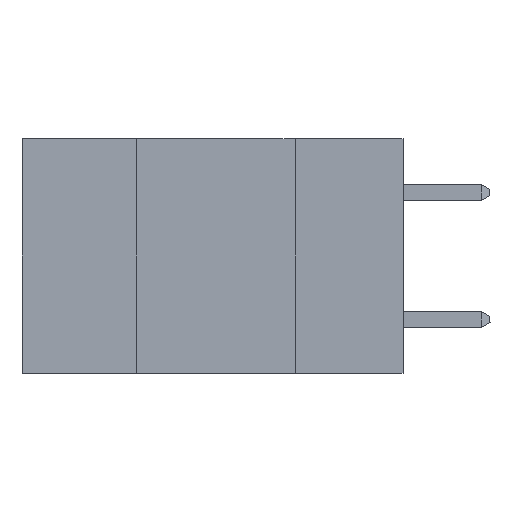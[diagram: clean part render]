
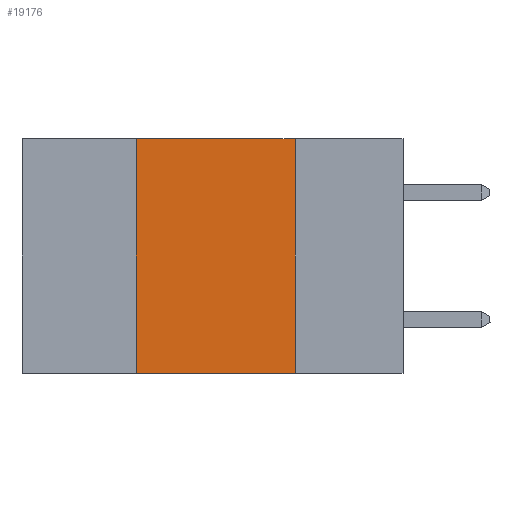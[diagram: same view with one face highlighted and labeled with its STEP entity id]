
A CAD part, left-side view. The second image highlights one B-rep face of the part: STEP entity #19176.
In plain terms, the highlighted planar face has unit normal (-1, 0, 0).
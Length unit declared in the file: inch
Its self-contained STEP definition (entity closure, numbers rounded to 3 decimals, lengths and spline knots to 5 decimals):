
#533 = ORIENTED_EDGE ( 'NONE', *, *, #11352, .F. ) ;
#544 = CARTESIAN_POINT ( 'NONE',  ( 0., 0.17, -0.37 ) ) ;
#1502 = CARTESIAN_POINT ( 'NONE',  ( 0., 0.42, 0. ) ) ;
#1973 = VERTEX_POINT ( 'NONE', #18206 ) ;
#3500 = DIRECTION ( 'NONE',  ( 1., 0., 0. ) ) ;
#4130 = VERTEX_POINT ( 'NONE', #10265 ) ;
#4136 = DIRECTION ( 'NONE',  ( 0., 0., -1. ) ) ;
#4769 = ORIENTED_EDGE ( 'NONE', *, *, #17075, .F. ) ;
#4933 = VECTOR ( 'NONE', #26452, 39.37008 ) ;
#5039 = EDGE_LOOP ( 'NONE', ( #4769, #13619, #533, #15516 ) ) ;
#6678 = VECTOR ( 'NONE', #13686, 39.37008 ) ;
#7303 = LINE ( 'NONE', #1502, #6678 ) ;
#7779 = PLANE ( 'NONE',  #19132 ) ;
#9579 = VECTOR ( 'NONE', #4136, 39.37008 ) ;
#9847 = DIRECTION ( 'NONE',  ( 0., 0., -1. ) ) ;
#10265 = CARTESIAN_POINT ( 'NONE',  ( 0., 0.42, 0. ) ) ;
#11352 = EDGE_CURVE ( 'NONE', #16612, #4130, #7303, .T. ) ;
#11611 = CARTESIAN_POINT ( 'NONE',  ( 0., 0.17, 0. ) ) ;
#13521 = EDGE_CURVE ( 'NONE', #4130, #1973, #15536, .T. ) ;
#13619 = ORIENTED_EDGE ( 'NONE', *, *, #13521, .F. ) ;
#13686 = DIRECTION ( 'NONE',  ( 0., 0., 1. ) ) ;
#15516 = ORIENTED_EDGE ( 'NONE', *, *, #24144, .T. ) ;
#15536 = LINE ( 'NONE', #18620, #4933 ) ;
#16612 = VERTEX_POINT ( 'NONE', #22911 ) ;
#17075 = EDGE_CURVE ( 'NONE', #1973, #25609, #18555, .T. ) ;
#17825 = FACE_OUTER_BOUND ( 'NONE', #5039, .T. ) ;
#18044 = VECTOR ( 'NONE', #24200, 39.37008 ) ;
#18206 = CARTESIAN_POINT ( 'NONE',  ( 0., 0.17, 0. ) ) ;
#18555 = LINE ( 'NONE', #11611, #9579 ) ;
#18620 = CARTESIAN_POINT ( 'NONE',  ( 0., 0.6, 0. ) ) ;
#19132 = AXIS2_PLACEMENT_3D ( 'NONE', #21871, #3500, #9847 ) ;
#19176 = ADVANCED_FACE ( 'NONE', ( #17825 ), #7779, .F. ) ;
#20064 = CARTESIAN_POINT ( 'NONE',  ( 0., 0.6, -0.37 ) ) ;
#20953 = LINE ( 'NONE', #20064, #18044 ) ;
#21871 = CARTESIAN_POINT ( 'NONE',  ( 0., 0.6, 0. ) ) ;
#22911 = CARTESIAN_POINT ( 'NONE',  ( 0., 0.42, -0.37 ) ) ;
#24144 = EDGE_CURVE ( 'NONE', #16612, #25609, #20953, .T. ) ;
#24200 = DIRECTION ( 'NONE',  ( 0., -1., 0. ) ) ;
#25609 = VERTEX_POINT ( 'NONE', #544 ) ;
#26452 = DIRECTION ( 'NONE',  ( 0., -1., 0. ) ) ;
